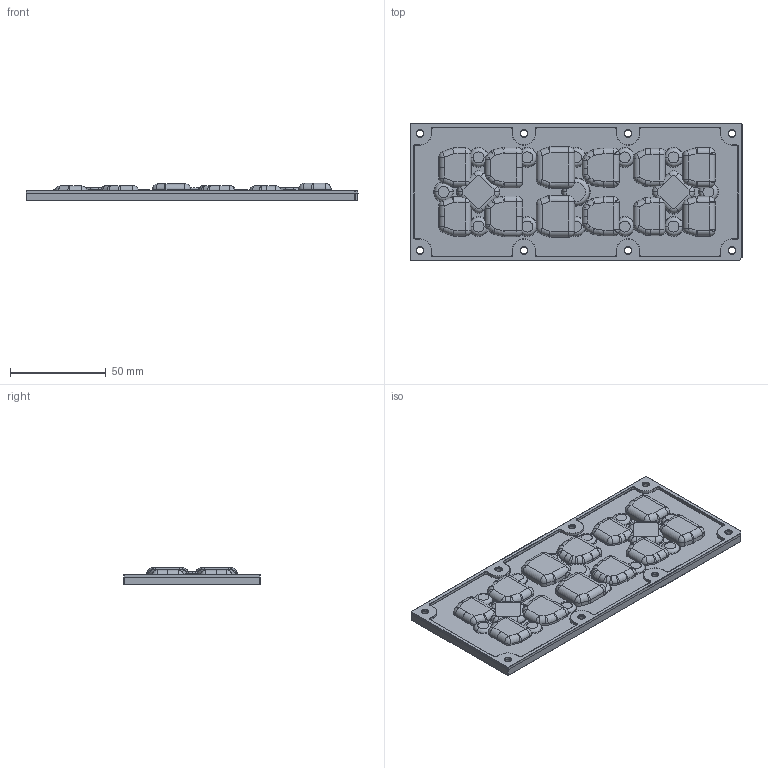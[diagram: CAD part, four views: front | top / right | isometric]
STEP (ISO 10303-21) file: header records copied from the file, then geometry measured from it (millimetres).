
FILE_DESCRIPTION (( 'STEP AP214' ), '1' );
FILE_NAME ('ﾃﾗ-AMT-ST-173x70-5050(12)-ﾒ2ﾌ.STEP', '2023-01-12T11:02:19', ( '' ), ( '' ), 'SwSTEP 2.0', 'SolidWorks 2019', '' );
FILE_SCHEMA (( 'AUTOMOTIVE_DESIGN' ));
Length unit declared in the file: millimetre
Products named in the file (1): ﾃﾗ-AMT-ST-173x70-5050(12)-ﾒ2ﾌ
Bounding box: 173 x 71.4 x 9.07 mm (x, y, z)
Volume: 43581 mm3; surface area: 33529.5 mm2
Topology: 1 solids, 1 shells, 1694 faces, 4250 edges, 2594 vertices
Faces by surface type: cylinder 466, bspline 428, plane 340, torus 208, cone 140, sphere 112
Entity records: 58661 total; most frequent: CARTESIAN_POINT 21059, ORIENTED_EDGE 8448, DIRECTION 7187, EDGE_CURVE 4224, AXIS2_PLACEMENT_3D 2802, VERTEX_POINT 2590, EDGE_LOOP 1768, ADVANCED_FACE 1694
